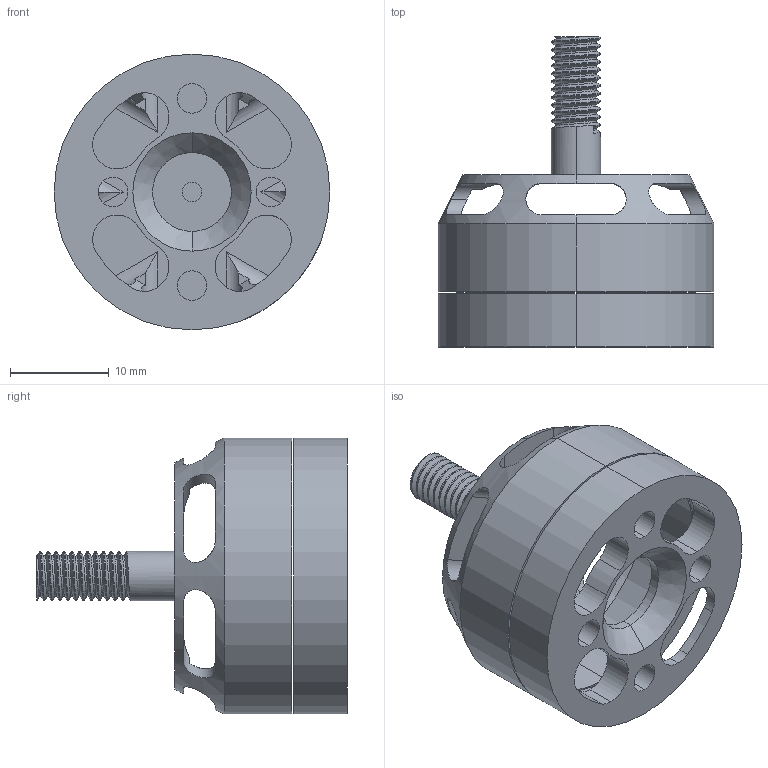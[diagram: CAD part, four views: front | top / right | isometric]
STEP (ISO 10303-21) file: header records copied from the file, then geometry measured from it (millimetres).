
FILE_DESCRIPTION (( 'STEP AP214' ), '1' );
FILE_NAME ('Crazepony DX2205 Brushless Motor.STEP', '2019-06-07T09:37:10', ( '' ), ( '' ), 'SwSTEP 2.0', 'SolidWorks 2018', '' );
FILE_SCHEMA (( 'AUTOMOTIVE_DESIGN' ));
Length unit declared in the file: millimetre
Products named in the file (1): Crazepony DX2205 Brushless Motor
Bounding box: 28 x 31.5 x 28 mm (x, y, z)
Volume: 2977.3 mm3; surface area: 4852.9 mm2
Topology: 2 solids, 2 shells, 122 faces, 366 edges, 242 vertices
Faces by surface type: cylinder 88, plane 25, cone 6, bspline 3
Entity records: 6821 total; most frequent: CARTESIAN_POINT 3380, ORIENTED_EDGE 732, DIRECTION 627, EDGE_CURVE 366, AXIS2_PLACEMENT_3D 249, VERTEX_POINT 242, EDGE_LOOP 148, LINE 129
